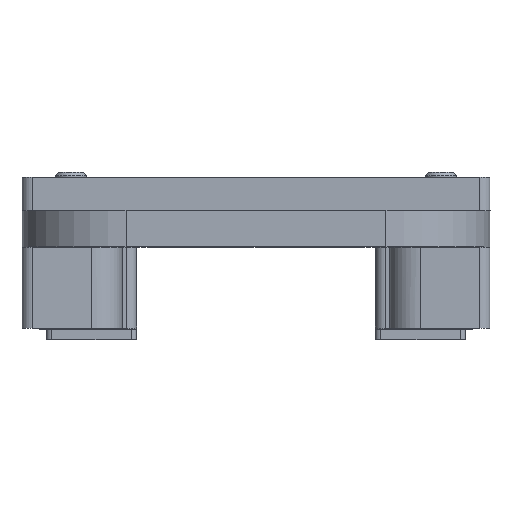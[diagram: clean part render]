
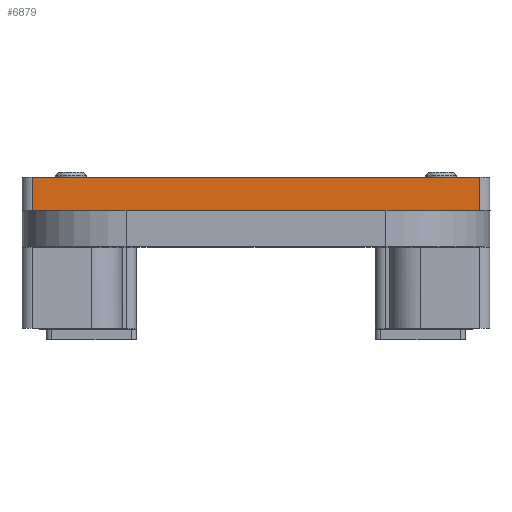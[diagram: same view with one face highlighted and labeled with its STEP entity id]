
A CAD part, top view. The second image highlights one B-rep face of the part: STEP entity #6879.
In plain terms, the highlighted planar face has unit normal (0, 0, 1).
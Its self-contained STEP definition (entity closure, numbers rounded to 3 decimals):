
#282=PLANE('',#7559);
#593=FACE_OUTER_BOUND('',#978,.T.);
#978=EDGE_LOOP('',(#5981,#5982,#5983,#5984));
#1182=LINE('',#10184,#1815);
#1370=LINE('',#10800,#2003);
#1616=LINE('',#11801,#2249);
#1617=LINE('',#11803,#2250);
#1815=VECTOR('',#8066,10.);
#2003=VECTOR('',#8632,10.);
#2249=VECTOR('',#9420,10.);
#2250=VECTOR('',#9423,10.);
#2855=VERTEX_POINT('',#10181);
#2856=VERTEX_POINT('',#10183);
#3089=VERTEX_POINT('',#10799);
#3321=VERTEX_POINT('',#11799);
#3573=EDGE_CURVE('',#2855,#2856,#1182,.T.);
#3886=EDGE_CURVE('',#3089,#2856,#1370,.T.);
#4268=EDGE_CURVE('',#3321,#2855,#1616,.T.);
#4269=EDGE_CURVE('',#3321,#3089,#1617,.F.);
#5981=ORIENTED_EDGE('',*,*,#3573,.F.);
#5982=ORIENTED_EDGE('',*,*,#4268,.F.);
#5983=ORIENTED_EDGE('',*,*,#4269,.T.);
#5984=ORIENTED_EDGE('',*,*,#3886,.T.);
#6879=ADVANCED_FACE('',(#593),#282,.F.);
#7559=AXIS2_PLACEMENT_3D('',#11802,#9421,#9422);
#8066=DIRECTION('',(1.,0.,0.));
#8632=DIRECTION('',(0.,1.,0.));
#9420=DIRECTION('',(0.,1.,0.));
#9421=DIRECTION('center_axis',(0.,0.,
-1.));
#9422=DIRECTION('ref_axis',(1.,0.,0.));
#9423=DIRECTION('',(-1.,0.,0.));
#10181=CARTESIAN_POINT('',(-1.388,15.5,52.225));
#10183=CARTESIAN_POINT('',(41.612,15.5,52.225));
#10184=CARTESIAN_POINT('',(8.889,15.5,52.225));
#10799=CARTESIAN_POINT('',(41.612,12.3,52.225));
#10800=CARTESIAN_POINT('',(41.612,15.5,52.225));
#11799=CARTESIAN_POINT('',(-1.388,12.3,52.225));
#11801=CARTESIAN_POINT('',(-1.388,15.5,52.225));
#11802=CARTESIAN_POINT('Origin',(-2.388,15.5,52.225));
#11803=CARTESIAN_POINT('',(31.362,12.3,52.225));
